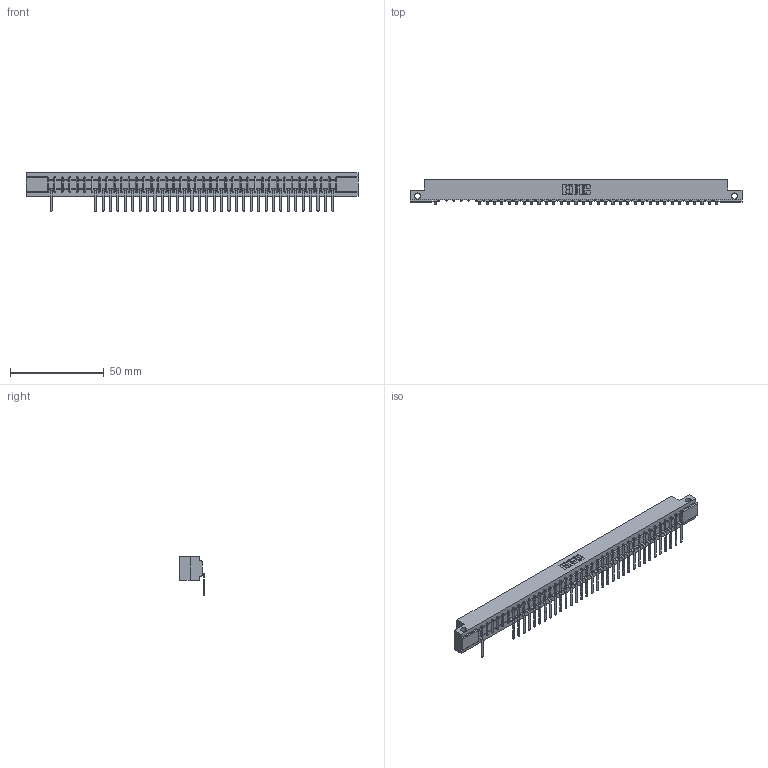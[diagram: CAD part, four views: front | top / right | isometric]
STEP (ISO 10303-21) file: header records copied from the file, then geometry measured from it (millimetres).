
FILE_DESCRIPTION (( 'STEP AP203' ), '1' );
FILE_NAME ('357-039-557-112.STEP', '2018-08-11T04:34:56', ( '' ), ( '' ), 'SwSTEP 2.0', 'SolidWorks 2016', '' );
FILE_SCHEMA (( 'CONFIG_CONTROL_DESIGN' ));
Length unit declared in the file: inch
Products named in the file (3): 357-039-557-112; 307 Part_.128 Dia Side Mounting Holes; 307-290-002_557
Assembly tree (35 placements, depth 2):
  357-039-557-112
    307 Part_.128 Dia Side Mounting Holes
    307-290-002_557  x34
Bounding box: 177.55 x 13.32 x 20.66 mm (x, y, z)
Volume: 18782.2 mm3; surface area: 23209 mm2
Topology: 35 solids, 35 shells, 2910 faces, 8939 edges, 5850 vertices
Faces by surface type: plane 1728, cylinder 1102, sphere 80
Entity records: 34500 total; most frequent: CARTESIAN_POINT 5843, ORIENTED_EDGE 5838, DIRECTION 5673, EDGE_CURVE 2919, LINE 2233, VECTOR 2233, VERTEX_POINT 1890, AXIS2_PLACEMENT_3D 1720
